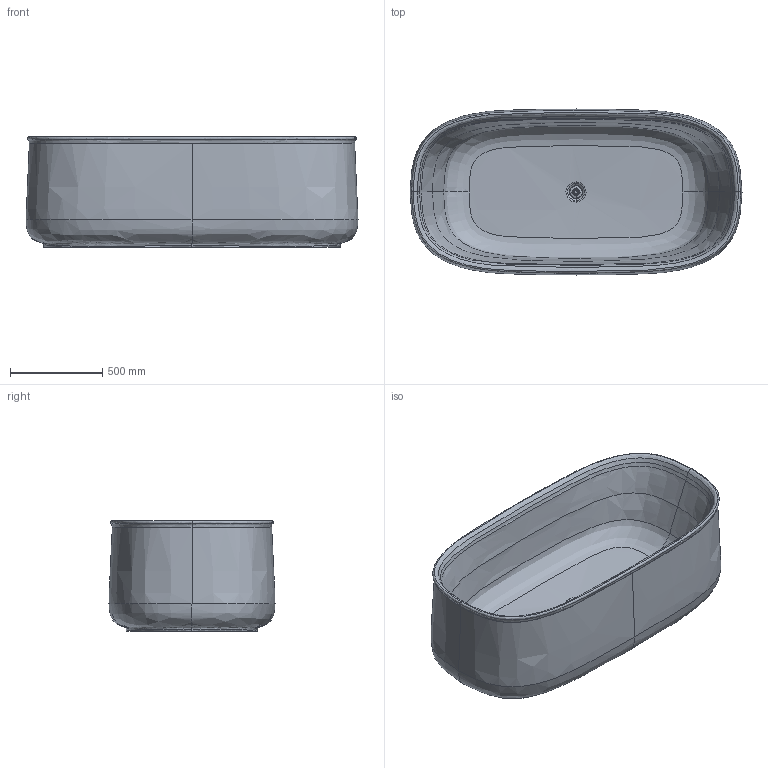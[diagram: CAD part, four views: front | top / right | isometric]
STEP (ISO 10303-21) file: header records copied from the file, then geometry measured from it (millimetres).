
FILE_DESCRIPTION(/* description */ (''),/* implementation_level */ '2;1');
FILE_NAME(/* name */ '700463',/* time_stamp */ '2021-10-18T08:05:40+02:00',/* author */ (''),/* organization */ (''),/* preprocessor_version */ 'ST-DEVELOPER v15',/* originating_system */ '',/* authorisation */ '');
FILE_SCHEMA (('AUTOMOTIVE_DESIGN'));
Length unit declared in the file: millimetre
Products named in the file (1): Document
Bounding box: 1800.19 x 900.19 x 600 mm (x, y, z)
Volume: 78862521.3 mm3; surface area: 11303068 mm2
Topology: 6 solids, 6 shells, 377 faces, 904 edges, 537 vertices
Faces by surface type: bspline 329, plane 48
Entity records: 139295 total; most frequent: CARTESIAN_POINT 133937, ORIENTED_EDGE 1796, EDGE_CURVE 898, B_SPLINE_CURVE_WITH_KNOTS 616, VERTEX_POINT 537, EDGE_LOOP 397, ADVANCED_FACE 377, FACE_OUTER_BOUND 377
